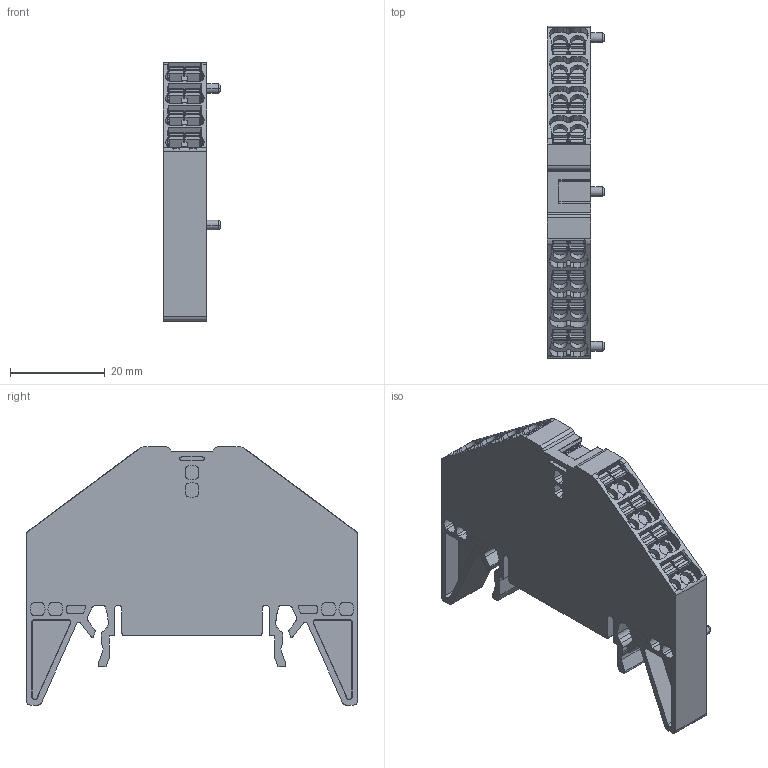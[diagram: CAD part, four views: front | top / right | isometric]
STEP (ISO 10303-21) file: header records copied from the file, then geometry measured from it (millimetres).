
FILE_DESCRIPTION(('CATIA V5 STEP Exchange','CAx-IF Rec.Pracs.--- Model Styling and Organization---1.4--- 2014-01-23'),'2;1');
FILE_NAME ('010858-2_0', '2021-03-15T08:19:09+00:00', ('none'), ('Weidmueller'), 'CATIA Version 5-6 Release 2016 SP3 HF44', 'CATIA V5 STEP AP214', 'none');
FILE_SCHEMA(('AUTOMOTIVE_DESIGN { 1 0 10303 214 1 1 1 1 }'));
Length unit declared in the file: millimetre
Products named in the file (1): 1301610000
Bounding box: 12.2 x 70 x 54.5 mm (x, y, z)
Volume: 18882.2 mm3; surface area: 11705.3 mm2
Topology: 17 solids, 17 shells, 1089 faces, 3048 edges, 2036 vertices
Faces by surface type: plane 656, cylinder 268, cone 155, bspline 8, extrusion 2
Entity records: 34948 total; most frequent: CARTESIAN_POINT 8623, ORIENTED_EDGE 6096, DIRECTION 4321, EDGE_CURVE 3048, VERTEX_POINT 2036, VECTOR 1972, LINE 1970, AXIS2_PLACEMENT_3D 1404
